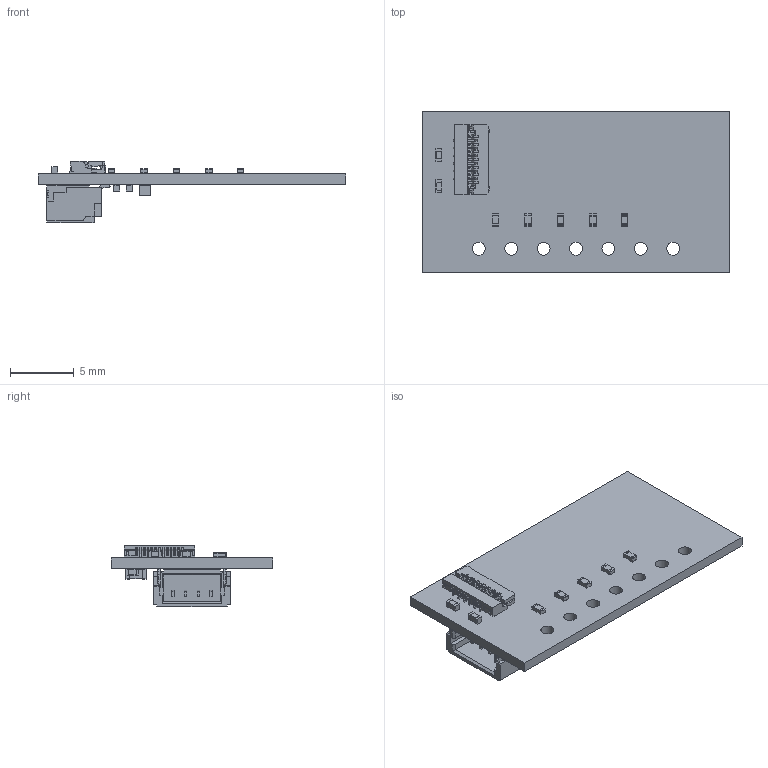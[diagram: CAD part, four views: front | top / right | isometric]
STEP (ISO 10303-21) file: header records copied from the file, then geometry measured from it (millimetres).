
FILE_DESCRIPTION(('KiCad electronic assembly'),'2;1');
FILE_NAME('SparkFun_BMV080.step','2024-11-01T14:01:02',('Pcbnew'),( 'Kicad'),'Open CASCADE STEP processor 7.8','KiCad to STEP converter' ,'Unknown');
FILE_SCHEMA(('AUTOMOTIVE_DESIGN { 1 0 10303 214 1 1 1 1 }'));
Length unit declared in the file: millimetre
Products named in the file (12): SparkFun_BMV080 1; R_0402_1005Metric; C_0402_1005Metric; FPC_0.3mm-13_MOLEX_503566-1302; SOLID; Qwiic-Horizontal; SM04B-SRSS-TB_LiteBlackSilver; C_0603_1608Metric; SparkFun_BMV080_PCB
Assembly tree (18 placements, depth 3):
  SparkFun_BMV080 1
    R_0402_1005Metric  x5
      R_0402_1005Metric
    C_0402_1005Metric  x4
      C_0402_1005Metric
    FPC_0.3mm-13_MOLEX_503566-1302
      SOLID
    Qwiic-Horizontal
      SM04B-SRSS-TB_LiteBlackSilver
    C_0603_1608Metric
      C_0603_1608Metric
    SparkFun_BMV080_PCB
Bounding box: 24.13 x 12.7 x 4.82 mm (x, y, z)
Volume: 298.9 mm3; surface area: 1004.4 mm2
Topology: 19 solids, 19 shells, 1574 faces, 4435 edges, 2939 vertices
Faces by surface type: plane 1319, cylinder 255
Full cylindrical faces by diameter (mm): 1.016 x7
Entity records: 46318 total; most frequent: CARTESIAN_POINT 7994, ORIENTED_EDGE 7894, DIRECTION 7126, EDGE_CURVE 3947, LINE 3572, VECTOR 3572, VERTEX_POINT 2619, AXIS2_PLACEMENT_3D 1777
